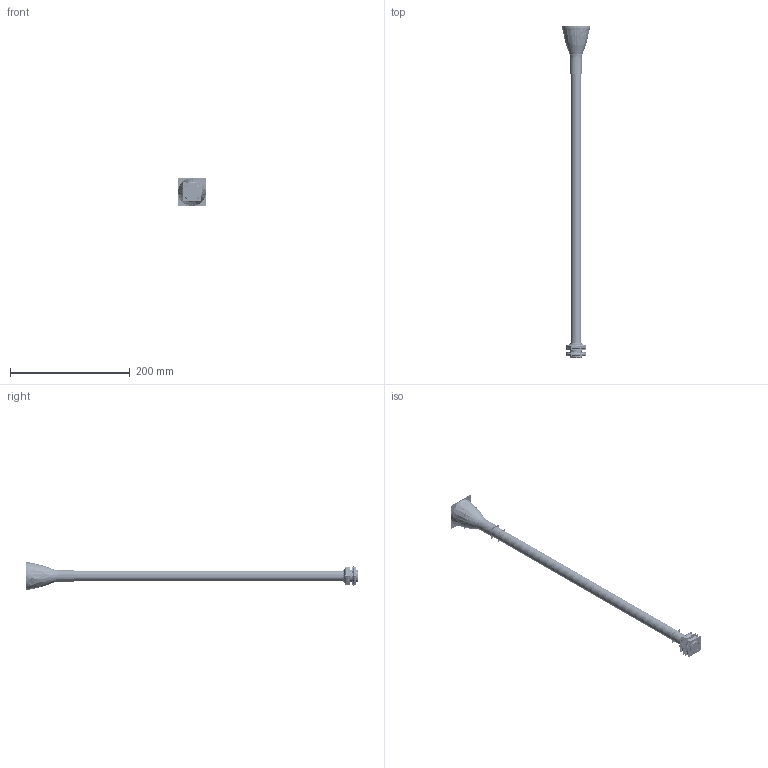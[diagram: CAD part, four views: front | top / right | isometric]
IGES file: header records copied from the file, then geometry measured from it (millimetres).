
Start section:  PTC IGES file: 170704.igs
Global section: file name: 170704.igs; native system: Creo Parametric by Parametric Technology Corporation; preprocessor: 2013230; author: pdmadmin; organization: Unknown; date: 20151201.091113; units: millimetre
Bounding box: 47.84 x 553.45 x 47.84 mm (x, y, z)
Volume: 70629.2 mm3; surface area: 560935.7 mm2
Topology: 6 solids, 20 shells, 972 faces, 4516 edges, 5488 vertices
Faces by surface type: bspline 662, revolution 310
